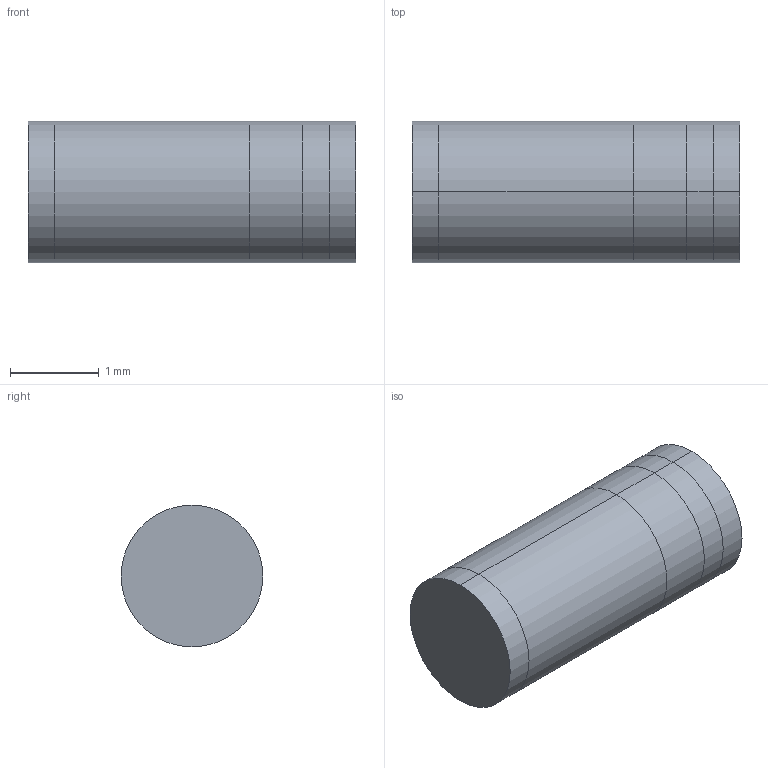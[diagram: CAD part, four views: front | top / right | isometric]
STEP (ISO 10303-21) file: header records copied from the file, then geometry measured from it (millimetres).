
FILE_DESCRIPTION(('FreeCAD Model'),'2;1');
FILE_NAME('Fusion.step','2017-03-09T07:56:14',( 'Author'),(''),'Open CASCADE STEP processor 6.8','FreeCAD','Unknown' );
FILE_SCHEMA(('AUTOMOTIVE_DESIGN_CC2 { 1 2 10303 214 -1 1 5 4 }'));
Length unit declared in the file: millimetre
Products named in the file (2): ASSEMBLY; Fusion
Assembly tree (1 placements, depth 2):
  ASSEMBLY
    Fusion
Bounding box: 3.7 x 1.6 x 1.6 mm (x, y, z)
Volume: 7.4 mm3; surface area: 22.6 mm2
Topology: 1 solids, 1 shells, 12 faces, 22 edges, 12 vertices
Faces by surface type: cylinder 10, plane 2
Entity records: 1400 total; most frequent: CARTESIAN_POINT 860, DIRECTION 74, ORIENTED_EDGE 44, PCURVE 44, DEFINITIONAL_REPRESENTATION 44, B_SPLINE_CURVE_WITH_KNOTS 32, AXIS2_PLACEMENT_3D 26, EDGE_CURVE 22
